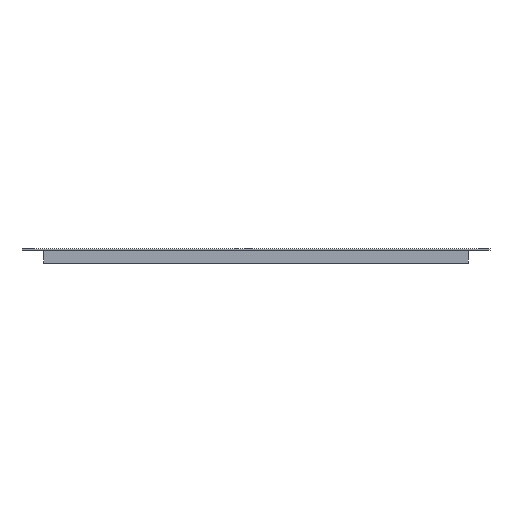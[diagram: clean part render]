
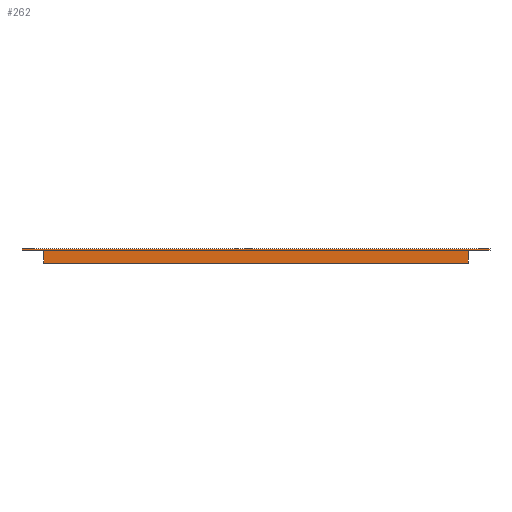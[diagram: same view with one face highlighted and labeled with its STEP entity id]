
A CAD part, front view. The second image highlights one B-rep face of the part: STEP entity #262.
In plain terms, the highlighted planar face has unit normal (0, -1, 0).
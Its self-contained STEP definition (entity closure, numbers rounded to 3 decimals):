
#30 = VECTOR ( 'NONE', #326, 1000. ) ;
#73 = CARTESIAN_POINT ( 'NONE',  ( -245., -248.5, -1.5 ) ) ;
#103 = DIRECTION ( 'NONE',  ( -1., 0., 0. ) ) ;
#109 = ORIENTED_EDGE ( 'NONE', *, *, #940, .F. ) ;
#112 = ORIENTED_EDGE ( 'NONE', *, *, #978, .T. ) ;
#125 = CARTESIAN_POINT ( 'NONE',  ( 245., -248.5, -15. ) ) ;
#136 = VERTEX_POINT ( 'NONE', #148 ) ;
#148 = CARTESIAN_POINT ( 'NONE',  ( -222., -248.5, -1.5 ) ) ;
#159 = VECTOR ( 'NONE', #216, 1000. ) ;
#162 = VERTEX_POINT ( 'NONE', #73 ) ;
#176 = VERTEX_POINT ( 'NONE', #264 ) ;
#183 = LINE ( 'NONE', #866, #298 ) ;
#186 = ORIENTED_EDGE ( 'NONE', *, *, #989, .T. ) ;
#188 = ORIENTED_EDGE ( 'NONE', *, *, #1042, .T. ) ;
#202 = LINE ( 'NONE', #760, #724 ) ;
#209 = CARTESIAN_POINT ( 'NONE',  ( -245., -248.5, -1.5 ) ) ;
#216 = DIRECTION ( 'NONE',  ( 1., 0., 0. ) ) ;
#236 = VECTOR ( 'NONE', #589, 1000. ) ;
#262 = ADVANCED_FACE ( 'NONE', ( #453 ), #588, .F. ) ;
#264 = CARTESIAN_POINT ( 'NONE',  ( 222., -248.5, -15. ) ) ;
#272 = ORIENTED_EDGE ( 'NONE', *, *, #942, .T. ) ;
#289 = ORIENTED_EDGE ( 'NONE', *, *, #953, .T. ) ;
#296 = AXIS2_PLACEMENT_3D ( 'NONE', #668, #580, #577 ) ;
#298 = VECTOR ( 'NONE', #893, 1000. ) ;
#306 = VERTEX_POINT ( 'NONE', #475 ) ;
#326 = DIRECTION ( 'NONE',  ( 0., 0., -1. ) ) ;
#338 = CARTESIAN_POINT ( 'NONE',  ( -222., -248.5, -15. ) ) ;
#414 = ORIENTED_EDGE ( 'NONE', *, *, #1029, .T. ) ;
#417 = CARTESIAN_POINT ( 'NONE',  ( 245., -248.5, 0. ) ) ;
#433 = LINE ( 'NONE', #209, #159 ) ;
#435 = DIRECTION ( 'NONE',  ( 0., 0., 1. ) ) ;
#453 = FACE_OUTER_BOUND ( 'NONE', #738, .T. ) ;
#454 = VECTOR ( 'NONE', #435, 1000. ) ;
#473 = CARTESIAN_POINT ( 'NONE',  ( 222., -248.5, -15. ) ) ;
#475 = CARTESIAN_POINT ( 'NONE',  ( 222., -248.5, -1.5 ) ) ;
#547 = VECTOR ( 'NONE', #838, 1000. ) ;
#567 = CARTESIAN_POINT ( 'NONE',  ( -222., -248.5, -15. ) ) ;
#569 = LINE ( 'NONE', #473, #454 ) ;
#572 = ORIENTED_EDGE ( 'NONE', *, *, #1051, .F. ) ;
#577 = DIRECTION ( 'NONE',  ( 0., 0., 1. ) ) ;
#579 = CARTESIAN_POINT ( 'NONE',  ( 245., -248.5, -1.5 ) ) ;
#580 = DIRECTION ( 'NONE',  ( 0., 1., 0. ) ) ;
#588 = PLANE ( 'NONE',  #296 ) ;
#589 = DIRECTION ( 'NONE',  ( 1., 0., 0. ) ) ;
#592 = VECTOR ( 'NONE', #103, 1000. ) ;
#668 = CARTESIAN_POINT ( 'NONE',  ( 245., -248.5, 0. ) ) ;
#710 = LINE ( 'NONE', #125, #592 ) ;
#712 = CARTESIAN_POINT ( 'NONE',  ( 245., -248.5, -1.5 ) ) ;
#724 = VECTOR ( 'NONE', #837, 1000. ) ;
#738 = EDGE_LOOP ( 'NONE', ( #186, #112, #109, #289, #272, #188, #414, #572 ) ) ;
#754 = VERTEX_POINT ( 'NONE', #982 ) ;
#760 = CARTESIAN_POINT ( 'NONE',  ( 245., -248.5, 0. ) ) ;
#827 = LINE ( 'NONE', #338, #30 ) ;
#834 = VERTEX_POINT ( 'NONE', #567 ) ;
#837 = DIRECTION ( 'NONE',  ( -1., 0., 0. ) ) ;
#838 = DIRECTION ( 'NONE',  ( 0., 0., -1. ) ) ;
#841 = CARTESIAN_POINT ( 'NONE',  ( -245., -248.5, 0. ) ) ;
#866 = CARTESIAN_POINT ( 'NONE',  ( 245., -248.5, 0. ) ) ;
#893 = DIRECTION ( 'NONE',  ( 0., 0., -1. ) ) ;
#898 = LINE ( 'NONE', #712, #236 ) ;
#940 = EDGE_CURVE ( 'NONE', #997, #981, #183, .T. ) ;
#942 = EDGE_CURVE ( 'NONE', #754, #162, #1012, .T. ) ;
#953 = EDGE_CURVE ( 'NONE', #997, #754, #202, .T. ) ;
#978 = EDGE_CURVE ( 'NONE', #306, #981, #898, .T. ) ;
#981 = VERTEX_POINT ( 'NONE', #579 ) ;
#982 = CARTESIAN_POINT ( 'NONE',  ( -245., -248.5, 0. ) ) ;
#989 = EDGE_CURVE ( 'NONE', #176, #306, #569, .T. ) ;
#997 = VERTEX_POINT ( 'NONE', #417 ) ;
#1012 = LINE ( 'NONE', #841, #547 ) ;
#1029 = EDGE_CURVE ( 'NONE', #136, #834, #827, .T. ) ;
#1042 = EDGE_CURVE ( 'NONE', #162, #136, #433, .T. ) ;
#1051 = EDGE_CURVE ( 'NONE', #176, #834, #710, .T. ) ;
